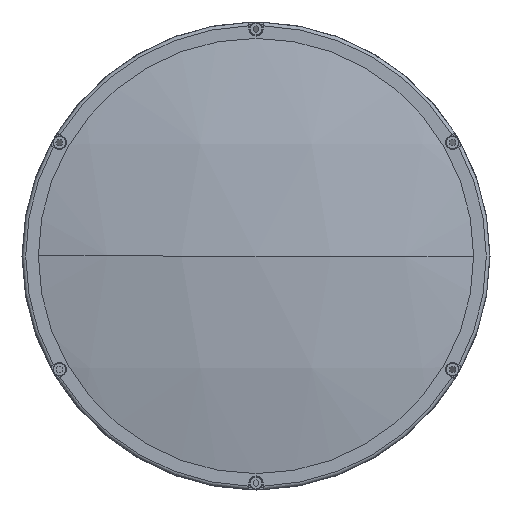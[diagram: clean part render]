
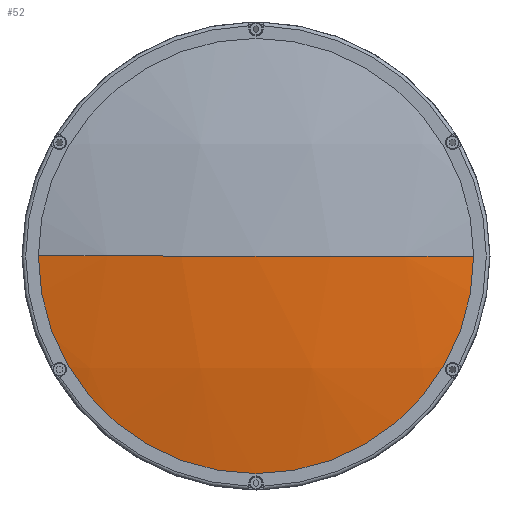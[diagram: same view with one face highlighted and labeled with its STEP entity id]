
A CAD part, left-side view. The second image highlights one B-rep face of the part: STEP entity #52.
In plain terms, the highlighted spherical face has radius 434.72 mm.
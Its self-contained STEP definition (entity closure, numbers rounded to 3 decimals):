
#52 = ADVANCED_FACE ( 'NONE', ( #7831 ), #5302, .T. ) ;
#83 = EDGE_CURVE ( 'NONE', #4713, #4890, #197, .T. ) ;
#197 = CIRCLE ( 'NONE', #5390, 434.72 ) ;
#599 = ORIENTED_EDGE ( 'NONE', *, *, #83, .T. ) ;
#646 = CARTESIAN_POINT ( 'NONE',  ( 12.62, 0., 0. ) ) ;
#774 = DIRECTION ( 'NONE',  ( 0., 1., 0. ) ) ;
#2364 = DIRECTION ( 'NONE',  ( -1., 0., 0. ) ) ;
#2746 = CARTESIAN_POINT ( 'NONE',  ( -411.593, -95., 0. ) ) ;
#3016 = EDGE_CURVE ( 'NONE', #4028, #4713, #4861, .T. ) ;
#3061 = CARTESIAN_POINT ( 'NONE',  ( -411.593, 95., 0. ) ) ;
#3095 = CARTESIAN_POINT ( 'NONE',  ( -411.593, 0., 0. ) ) ;
#3950 = DIRECTION ( 'NONE',  ( 0., 0., -1. ) ) ;
#4028 = VERTEX_POINT ( 'NONE', #3061 ) ;
#4097 = DIRECTION ( 'NONE',  ( 0., 0., 1. ) ) ;
#4444 = AXIS2_PLACEMENT_3D ( 'NONE', #7148, #4097, #4739 ) ;
#4713 = VERTEX_POINT ( 'NONE', #2746 ) ;
#4739 = DIRECTION ( 'NONE',  ( 0., -1., 0. ) ) ;
#4861 = CIRCLE ( 'NONE', #8417, 95. ) ;
#4890 = VERTEX_POINT ( 'NONE', #7519 ) ;
#5125 = AXIS2_PLACEMENT_3D ( 'NONE', #646, #7297, #774 ) ;
#5302 = SPHERICAL_SURFACE ( 'NONE', #5125, 434.72 ) ;
#5390 = AXIS2_PLACEMENT_3D ( 'NONE', #6643, #3950, #6520 ) ;
#5443 = ORIENTED_EDGE ( 'NONE', *, *, #3016, .T. ) ;
#5674 = EDGE_CURVE ( 'NONE', #4028, #4890, #8127, .T. ) ;
#5732 = DIRECTION ( 'NONE',  ( 0., 0., 1. ) ) ;
#6520 = DIRECTION ( 'NONE',  ( 0., 1., 0. ) ) ;
#6643 = CARTESIAN_POINT ( 'NONE',  ( 12.62, 0., 0. ) ) ;
#7148 = CARTESIAN_POINT ( 'NONE',  ( 12.62, 0., 0. ) ) ;
#7297 = DIRECTION ( 'NONE',  ( 0., 0., -1. ) ) ;
#7519 = CARTESIAN_POINT ( 'NONE',  ( -422.1, 0., 0. ) ) ;
#7831 = FACE_OUTER_BOUND ( 'NONE', #8409, .T. ) ;
#8127 = CIRCLE ( 'NONE', #4444, 434.72 ) ;
#8138 = ORIENTED_EDGE ( 'NONE', *, *, #5674, .F. ) ;
#8409 = EDGE_LOOP ( 'NONE', ( #5443, #599, #8138 ) ) ;
#8417 = AXIS2_PLACEMENT_3D ( 'NONE', #3095, #2364, #5732 ) ;
